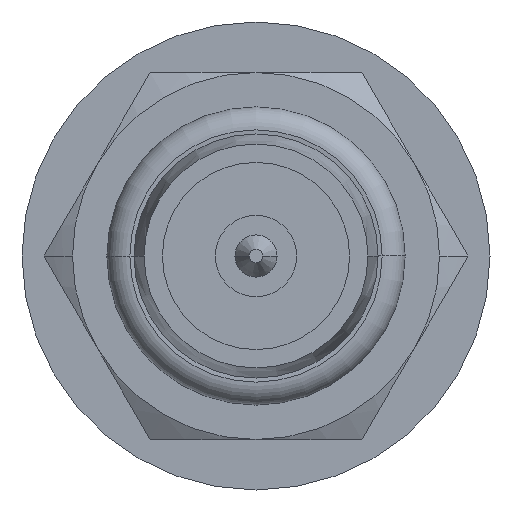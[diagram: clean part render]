
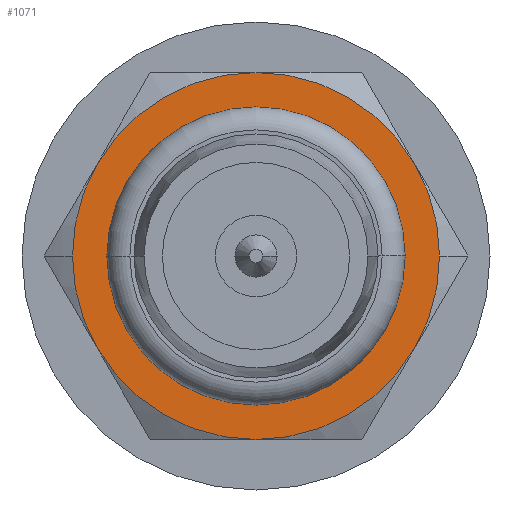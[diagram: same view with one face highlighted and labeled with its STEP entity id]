
A CAD part, left-side view. The second image highlights one B-rep face of the part: STEP entity #1071.
In plain terms, the highlighted planar face has unit normal (-1, 0, 0).
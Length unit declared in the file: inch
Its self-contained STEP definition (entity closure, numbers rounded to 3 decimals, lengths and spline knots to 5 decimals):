
#42 = DIRECTION ( 'NONE',  ( 0., -1., 0. ) ) ;
#169 = CIRCLE ( 'NONE', #3971, 0.15748 ) ;
#176 = CARTESIAN_POINT ( 'NONE',  ( 0., -0.12402, 0. ) ) ;
#269 = CIRCLE ( 'NONE', #4439, 0.15748 ) ;
#406 = VERTEX_POINT ( 'NONE', #689 ) ;
#415 = CARTESIAN_POINT ( 'NONE',  ( 0., -0.13638, 0.07874 ) ) ;
#689 = CARTESIAN_POINT ( 'NONE',  ( 0., 0.13638, -0.07874 ) ) ;
#710 = ORIENTED_EDGE ( 'NONE', *, *, #5988, .F. ) ;
#756 = AXIS2_PLACEMENT_3D ( 'NONE', #6902, #2192, #6938 ) ;
#794 = EDGE_LOOP ( 'NONE', ( #710, #3255, #3193, #7463, #4775, #4925, #2997, #1478 ) ) ;
#801 = DIRECTION ( 'NONE',  ( -1., 0., 0. ) ) ;
#807 = VERTEX_POINT ( 'NONE', #3571 ) ;
#913 = VERTEX_POINT ( 'NONE', #2378 ) ;
#1071 = ADVANCED_FACE ( 'NONE', ( #4491, #1592 ), #5024, .F. ) ;
#1080 = CIRCLE ( 'NONE', #2428, 0.12402 ) ;
#1099 = DIRECTION ( 'NONE',  ( -1., 0., 0. ) ) ;
#1123 = AXIS2_PLACEMENT_3D ( 'NONE', #1818, #1704, #42 ) ;
#1143 = CARTESIAN_POINT ( 'NONE',  ( 0., 0., 0. ) ) ;
#1290 = EDGE_CURVE ( 'NONE', #5472, #2755, #2051, .T. ) ;
#1403 = CARTESIAN_POINT ( 'NONE',  ( 0., 0., 0. ) ) ;
#1451 = DIRECTION ( 'NONE',  ( 0., 0.866, 0.5 ) ) ;
#1478 = ORIENTED_EDGE ( 'NONE', *, *, #1983, .T. ) ;
#1511 = DIRECTION ( 'NONE',  ( 0., 1., 0. ) ) ;
#1559 = DIRECTION ( 'NONE',  ( 1., 0., 0. ) ) ;
#1592 = FACE_OUTER_BOUND ( 'NONE', #794, .T. ) ;
#1599 = EDGE_CURVE ( 'NONE', #6349, #6255, #4394, .T. ) ;
#1633 = DIRECTION ( 'NONE',  ( 0., 1., 0. ) ) ;
#1704 = DIRECTION ( 'NONE',  ( 1., 0., 0. ) ) ;
#1818 = CARTESIAN_POINT ( 'NONE',  ( 0., 0., 0. ) ) ;
#1983 = EDGE_CURVE ( 'NONE', #6255, #406, #3656, .T. ) ;
#2051 = CIRCLE ( 'NONE', #2417, 0.15748 ) ;
#2110 = CARTESIAN_POINT ( 'NONE',  ( 0., 0., 0. ) ) ;
#2122 = CARTESIAN_POINT ( 'NONE',  ( 0., 0., 0. ) ) ;
#2189 = AXIS2_PLACEMENT_3D ( 'NONE', #4918, #4734, #1451 ) ;
#2192 = DIRECTION ( 'NONE',  ( 1., 0., 0. ) ) ;
#2221 = CARTESIAN_POINT ( 'NONE',  ( 0., 0.13638, 0.07874 ) ) ;
#2338 = DIRECTION ( 'NONE',  ( 0., -1., 0. ) ) ;
#2355 = CIRCLE ( 'NONE', #5670, 0.15748 ) ;
#2378 = CARTESIAN_POINT ( 'NONE',  ( 0., 0., -0.12402 ) ) ;
#2387 = CARTESIAN_POINT ( 'NONE',  ( 0., -0.13638, -0.07874 ) ) ;
#2417 = AXIS2_PLACEMENT_3D ( 'NONE', #2937, #2861, #4125 ) ;
#2428 = AXIS2_PLACEMENT_3D ( 'NONE', #4484, #5091, #1511 ) ;
#2453 = DIRECTION ( 'NONE',  ( 0., 0.866, 0.5 ) ) ;
#2604 = AXIS2_PLACEMENT_3D ( 'NONE', #2122, #4465, #6798 ) ;
#2755 = VERTEX_POINT ( 'NONE', #7246 ) ;
#2799 = VERTEX_POINT ( 'NONE', #176 ) ;
#2861 = DIRECTION ( 'NONE',  ( 1., 0., 0. ) ) ;
#2887 = VERTEX_POINT ( 'NONE', #3375 ) ;
#2922 = DIRECTION ( 'NONE',  ( 1., 0., 0. ) ) ;
#2937 = CARTESIAN_POINT ( 'NONE',  ( 0., 0., 0. ) ) ;
#2997 = ORIENTED_EDGE ( 'NONE', *, *, #1599, .T. ) ;
#3183 = DIRECTION ( 'NONE',  ( 0., 0.866, 0.5 ) ) ;
#3193 = ORIENTED_EDGE ( 'NONE', *, *, #6267, .T. ) ;
#3255 = ORIENTED_EDGE ( 'NONE', *, *, #1290, .F. ) ;
#3375 = CARTESIAN_POINT ( 'NONE',  ( 0., 0., 0.15748 ) ) ;
#3571 = CARTESIAN_POINT ( 'NONE',  ( 0., 0.12402, 0. ) ) ;
#3577 = CIRCLE ( 'NONE', #756, 0.15748 ) ;
#3590 = CARTESIAN_POINT ( 'NONE',  ( 0., 0., 0. ) ) ;
#3652 = CARTESIAN_POINT ( 'NONE',  ( 0., 0., 0. ) ) ;
#3656 = CIRCLE ( 'NONE', #7202, 0.15748 ) ;
#3721 = EDGE_LOOP ( 'NONE', ( #7154, #4874, #6398 ) ) ;
#3971 = AXIS2_PLACEMENT_3D ( 'NONE', #3652, #6670, #3183 ) ;
#3983 = CARTESIAN_POINT ( 'NONE',  ( 0., 0.15748, 0. ) ) ;
#3987 = EDGE_CURVE ( 'NONE', #6349, #2887, #169, .T. ) ;
#4016 = AXIS2_PLACEMENT_3D ( 'NONE', #2110, #1559, #1633 ) ;
#4074 = CIRCLE ( 'NONE', #2604, 0.15748 ) ;
#4125 = DIRECTION ( 'NONE',  ( 0., -0.866, -0.5 ) ) ;
#4394 = CIRCLE ( 'NONE', #2189, 0.15748 ) ;
#4439 = AXIS2_PLACEMENT_3D ( 'NONE', #5020, #5169, #4525 ) ;
#4465 = DIRECTION ( 'NONE',  ( 1., 0., 0. ) ) ;
#4484 = CARTESIAN_POINT ( 'NONE',  ( 0., 0., 0. ) ) ;
#4490 = VERTEX_POINT ( 'NONE', #415 ) ;
#4491 = FACE_BOUND ( 'NONE', #3721, .T. ) ;
#4525 = DIRECTION ( 'NONE',  ( 0., -0.866, -0.5 ) ) ;
#4734 = DIRECTION ( 'NONE',  ( -1., 0., 0. ) ) ;
#4775 = ORIENTED_EDGE ( 'NONE', *, *, #6078, .F. ) ;
#4874 = ORIENTED_EDGE ( 'NONE', *, *, #7487, .T. ) ;
#4918 = CARTESIAN_POINT ( 'NONE',  ( 0., 0., 0. ) ) ;
#4925 = ORIENTED_EDGE ( 'NONE', *, *, #3987, .F. ) ;
#4960 = EDGE_CURVE ( 'NONE', #807, #2799, #1080, .T. ) ;
#5020 = CARTESIAN_POINT ( 'NONE',  ( 0., 0., 0. ) ) ;
#5024 = PLANE ( 'NONE',  #4016 ) ;
#5091 = DIRECTION ( 'NONE',  ( 1., 0., 0. ) ) ;
#5169 = DIRECTION ( 'NONE',  ( -1., 0., 0. ) ) ;
#5204 = DIRECTION ( 'NONE',  ( 0., -0.866, -0.5 ) ) ;
#5472 = VERTEX_POINT ( 'NONE', #2387 ) ;
#5526 = AXIS2_PLACEMENT_3D ( 'NONE', #1143, #2922, #2338 ) ;
#5662 = CIRCLE ( 'NONE', #1123, 0.12402 ) ;
#5670 = AXIS2_PLACEMENT_3D ( 'NONE', #3590, #1099, #5204 ) ;
#5988 = EDGE_CURVE ( 'NONE', #2755, #406, #4074, .T. ) ;
#6078 = EDGE_CURVE ( 'NONE', #2887, #4490, #3577, .T. ) ;
#6255 = VERTEX_POINT ( 'NONE', #3983 ) ;
#6267 = EDGE_CURVE ( 'NONE', #5472, #6875, #269, .T. ) ;
#6349 = VERTEX_POINT ( 'NONE', #2221 ) ;
#6397 = EDGE_CURVE ( 'NONE', #2799, #913, #5662, .T. ) ;
#6398 = ORIENTED_EDGE ( 'NONE', *, *, #4960, .T. ) ;
#6502 = EDGE_CURVE ( 'NONE', #6875, #4490, #2355, .T. ) ;
#6602 = CARTESIAN_POINT ( 'NONE',  ( 0., -0.15748, 0. ) ) ;
#6670 = DIRECTION ( 'NONE',  ( 1., 0., 0. ) ) ;
#6798 = DIRECTION ( 'NONE',  ( 0., 0., -1. ) ) ;
#6875 = VERTEX_POINT ( 'NONE', #6602 ) ;
#6902 = CARTESIAN_POINT ( 'NONE',  ( 0., 0., 0. ) ) ;
#6938 = DIRECTION ( 'NONE',  ( 0., 0., 1. ) ) ;
#7154 = ORIENTED_EDGE ( 'NONE', *, *, #6397, .T. ) ;
#7202 = AXIS2_PLACEMENT_3D ( 'NONE', #1403, #801, #2453 ) ;
#7246 = CARTESIAN_POINT ( 'NONE',  ( 0., 0., -0.15748 ) ) ;
#7463 = ORIENTED_EDGE ( 'NONE', *, *, #6502, .T. ) ;
#7482 = CIRCLE ( 'NONE', #5526, 0.12402 ) ;
#7487 = EDGE_CURVE ( 'NONE', #913, #807, #7482, .T. ) ;
